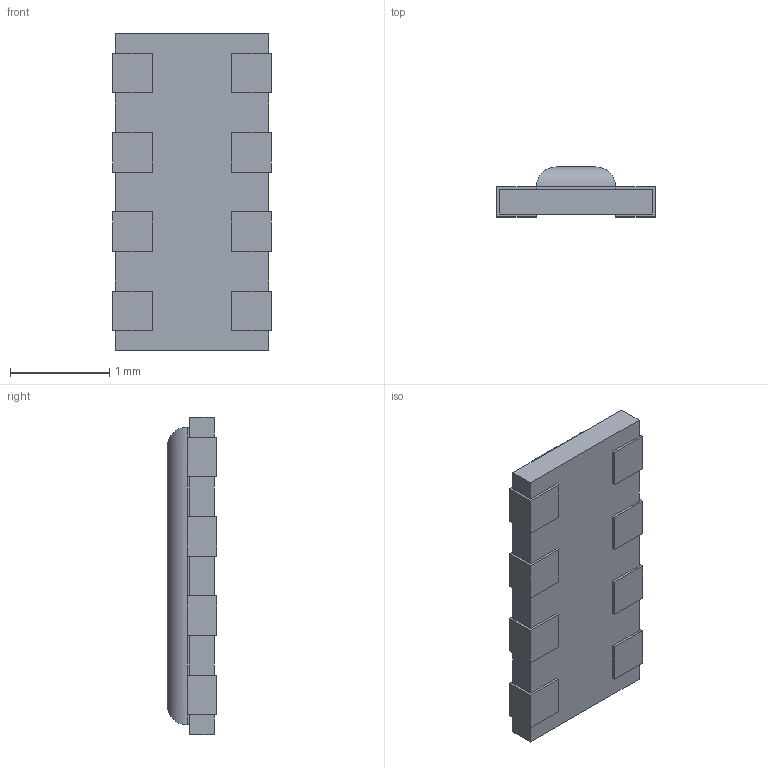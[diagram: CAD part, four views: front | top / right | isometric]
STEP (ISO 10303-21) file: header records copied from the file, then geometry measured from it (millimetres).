
FILE_DESCRIPTION((''),'2;1');
FILE_NAME('CG1206MLC','2012-08-22T',('ryans'),('Bourns, Inc.'),'PRO/ENGINEER BY PARAMETRIC TECHNOLOGY CORPORATION, 2010100','PRO/ENGINEER BY PARAMETRIC TECHNOLOGY CORPORATION, 2010100','');
FILE_SCHEMA(('CONFIG_CONTROL_DESIGN'));
Length unit declared in the file: millimetre
Products named in the file (1): CG1206MLC
Bounding box: 1.6 x 0.5 x 3.2 mm (x, y, z)
Volume: 1.8 mm3; surface area: 14.1 mm2
Topology: 1 solids, 1 shells, 86 faces, 232 edges, 148 vertices
Faces by surface type: plane 82, cylinder 4
Entity records: 2722 total; most frequent: CARTESIAN_POINT 542, ORIENTED_EDGE 464, DIRECTION 400, EDGE_CURVE 232, VECTOR 228, LINE 228, VERTEX_POINT 148, AXIS2_PLACEMENT_3D 86
